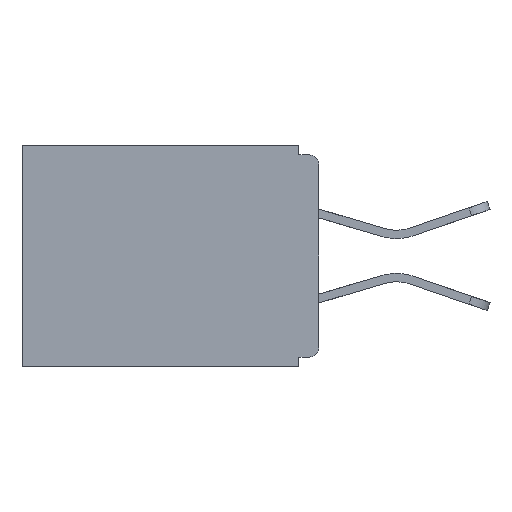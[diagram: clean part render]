
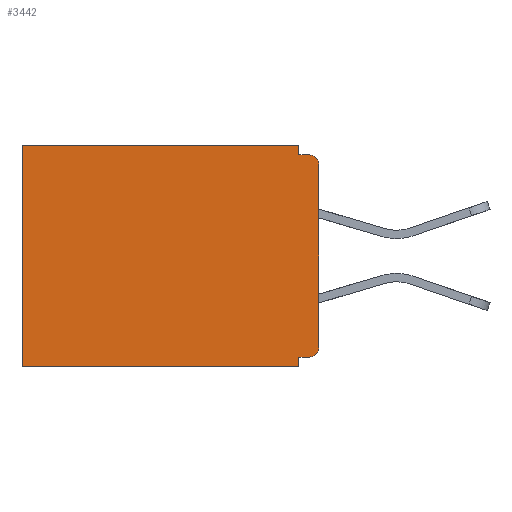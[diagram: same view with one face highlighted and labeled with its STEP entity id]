
A CAD part, left-side view. The second image highlights one B-rep face of the part: STEP entity #3442.
In plain terms, the highlighted planar face has unit normal (-1, 0, 0).
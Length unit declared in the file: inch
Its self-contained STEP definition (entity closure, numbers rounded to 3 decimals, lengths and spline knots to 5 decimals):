
#50 = DIRECTION ( 'NONE',  ( -1., 0., 0. ) ) ;
#72 = LINE ( 'NONE', #7975, #11733 ) ;
#195 = CARTESIAN_POINT ( 'NONE',  ( 0.298, 0., -0.313 ) ) ;
#941 = FACE_OUTER_BOUND ( 'NONE', #5455, .T. ) ;
#1030 = CARTESIAN_POINT ( 'NONE',  ( 0.298, 0.46, 0. ) ) ;
#1258 = ORIENTED_EDGE ( 'NONE', *, *, #11313, .F. ) ;
#1434 = CARTESIAN_POINT ( 'NONE',  ( 0.298, 0.031, 0. ) ) ;
#1553 = EDGE_CURVE ( 'NONE', #11947, #8647, #4692, .T. ) ;
#1611 = CARTESIAN_POINT ( 'NONE',  ( 0.298, 0.031, -0.015 ) ) ;
#1624 = ORIENTED_EDGE ( 'NONE', *, *, #8815, .T. ) ;
#1666 = LINE ( 'NONE', #3829, #11417 ) ;
#1931 = DIRECTION ( 'NONE',  ( 0., 0., -1. ) ) ;
#2025 = LINE ( 'NONE', #10081, #8852 ) ;
#2120 = CARTESIAN_POINT ( 'NONE',  ( 0.298, 0.015, -0.328 ) ) ;
#2171 = DIRECTION ( 'NONE',  ( 1., 0., 0. ) ) ;
#2247 = LINE ( 'NONE', #3893, #11562 ) ;
#2376 = VECTOR ( 'NONE', #6781, 39.37008 ) ;
#2742 = DIRECTION ( 'NONE',  ( -1., 0., 0. ) ) ;
#2783 = CARTESIAN_POINT ( 'NONE',  ( 0.298, 0.015, -0.313 ) ) ;
#2821 = DIRECTION ( 'NONE',  ( 0., 1., 0. ) ) ;
#3427 = DIRECTION ( 'NONE',  ( 0., 0., -1. ) ) ;
#3442 = ADVANCED_FACE ( 'NONE', ( #941 ), #9772, .F. ) ;
#3646 = CARTESIAN_POINT ( 'NONE',  ( 0.298, 0.015, -0.015 ) ) ;
#3829 = CARTESIAN_POINT ( 'NONE',  ( 0.298, 0.031, -0.343 ) ) ;
#3879 = DIRECTION ( 'NONE',  ( 0., 0., -1. ) ) ;
#3893 = CARTESIAN_POINT ( 'NONE',  ( 0.298, 0., 0. ) ) ;
#4025 = VECTOR ( 'NONE', #2821, 39.37008 ) ;
#4035 = EDGE_CURVE ( 'NONE', #8556, #8946, #7735, .T. ) ;
#4217 = ORIENTED_EDGE ( 'NONE', *, *, #8531, .F. ) ;
#4339 = ORIENTED_EDGE ( 'NONE', *, *, #7812, .F. ) ;
#4418 = VERTEX_POINT ( 'NONE', #1030 ) ;
#4549 = AXIS2_PLACEMENT_3D ( 'NONE', #2783, #50, #1931 ) ;
#4584 = CARTESIAN_POINT ( 'NONE',  ( 0.298, 0.46, -0.343 ) ) ;
#4631 = EDGE_CURVE ( 'NONE', #8556, #11735, #6267, .T. ) ;
#4679 = CARTESIAN_POINT ( 'NONE',  ( 0.298, 0.015, -0.03 ) ) ;
#4692 = CIRCLE ( 'NONE', #11082, 0.015 ) ;
#4974 = CARTESIAN_POINT ( 'NONE',  ( 0.298, 0., -0.343 ) ) ;
#5004 = CARTESIAN_POINT ( 'NONE',  ( 0.298, 0.031, -0.343 ) ) ;
#5082 = VERTEX_POINT ( 'NONE', #4584 ) ;
#5455 = EDGE_LOOP ( 'NONE', ( #11095, #6595, #7129, #8705, #1624, #4217, #1258, #11176, #11504, #4339 ) ) ;
#5645 = DIRECTION ( 'NONE',  ( 0., 0., -1. ) ) ;
#6016 = CARTESIAN_POINT ( 'NONE',  ( 0.298, 0., -0.328 ) ) ;
#6267 = LINE ( 'NONE', #6016, #8182 ) ;
#6595 = ORIENTED_EDGE ( 'NONE', *, *, #7016, .F. ) ;
#6781 = DIRECTION ( 'NONE',  ( 0., 1., 0. ) ) ;
#6927 = AXIS2_PLACEMENT_3D ( 'NONE', #8769, #2171, #8812 ) ;
#7016 = EDGE_CURVE ( 'NONE', #9523, #8647, #72, .T. ) ;
#7060 = CARTESIAN_POINT ( 'NONE',  ( 0.298, 0.46, 0. ) ) ;
#7129 = ORIENTED_EDGE ( 'NONE', *, *, #8849, .F. ) ;
#7636 = VERTEX_POINT ( 'NONE', #1434 ) ;
#7727 = VECTOR ( 'NONE', #8363, 39.37008 ) ;
#7735 = CIRCLE ( 'NONE', #4549, 0.015 ) ;
#7812 = EDGE_CURVE ( 'NONE', #11947, #8946, #2247, .T. ) ;
#7975 = CARTESIAN_POINT ( 'NONE',  ( 0.298, 0., -0.015 ) ) ;
#8182 = VECTOR ( 'NONE', #9095, 39.37008 ) ;
#8186 = LINE ( 'NONE', #7060, #7727 ) ;
#8363 = DIRECTION ( 'NONE',  ( 0., 0., -1. ) ) ;
#8464 = EDGE_CURVE ( 'NONE', #7636, #4418, #8760, .T. ) ;
#8531 = EDGE_CURVE ( 'NONE', #9736, #5082, #9352, .T. ) ;
#8556 = VERTEX_POINT ( 'NONE', #2120 ) ;
#8647 = VERTEX_POINT ( 'NONE', #3646 ) ;
#8705 = ORIENTED_EDGE ( 'NONE', *, *, #8464, .T. ) ;
#8760 = LINE ( 'NONE', #10343, #4025 ) ;
#8769 = CARTESIAN_POINT ( 'NONE',  ( 0.298, 0., 0. ) ) ;
#8812 = DIRECTION ( 'NONE',  ( 0., 0., -1. ) ) ;
#8815 = EDGE_CURVE ( 'NONE', #4418, #5082, #8186, .T. ) ;
#8849 = EDGE_CURVE ( 'NONE', #7636, #9523, #1666, .T. ) ;
#8852 = VECTOR ( 'NONE', #3427, 39.37008 ) ;
#8946 = VERTEX_POINT ( 'NONE', #195 ) ;
#9095 = DIRECTION ( 'NONE',  ( 0., 1., 0. ) ) ;
#9352 = LINE ( 'NONE', #4974, #2376 ) ;
#9523 = VERTEX_POINT ( 'NONE', #1611 ) ;
#9736 = VERTEX_POINT ( 'NONE', #5004 ) ;
#9772 = PLANE ( 'NONE',  #6927 ) ;
#9879 = DIRECTION ( 'NONE',  ( 0., -1., 0. ) ) ;
#10081 = CARTESIAN_POINT ( 'NONE',  ( 0.298, 0.031, -0.343 ) ) ;
#10150 = CARTESIAN_POINT ( 'NONE',  ( 0.298, 0.031, -0.328 ) ) ;
#10343 = CARTESIAN_POINT ( 'NONE',  ( 0.298, 0., 0. ) ) ;
#10498 = DIRECTION ( 'NONE',  ( 0., 0., -1. ) ) ;
#10988 = CARTESIAN_POINT ( 'NONE',  ( 0.298, 0., -0.03 ) ) ;
#11082 = AXIS2_PLACEMENT_3D ( 'NONE', #4679, #2742, #5645 ) ;
#11095 = ORIENTED_EDGE ( 'NONE', *, *, #1553, .T. ) ;
#11176 = ORIENTED_EDGE ( 'NONE', *, *, #4631, .F. ) ;
#11313 = EDGE_CURVE ( 'NONE', #11735, #9736, #2025, .T. ) ;
#11417 = VECTOR ( 'NONE', #3879, 39.37008 ) ;
#11504 = ORIENTED_EDGE ( 'NONE', *, *, #4035, .T. ) ;
#11562 = VECTOR ( 'NONE', #10498, 39.37008 ) ;
#11733 = VECTOR ( 'NONE', #9879, 39.37008 ) ;
#11735 = VERTEX_POINT ( 'NONE', #10150 ) ;
#11947 = VERTEX_POINT ( 'NONE', #10988 ) ;
